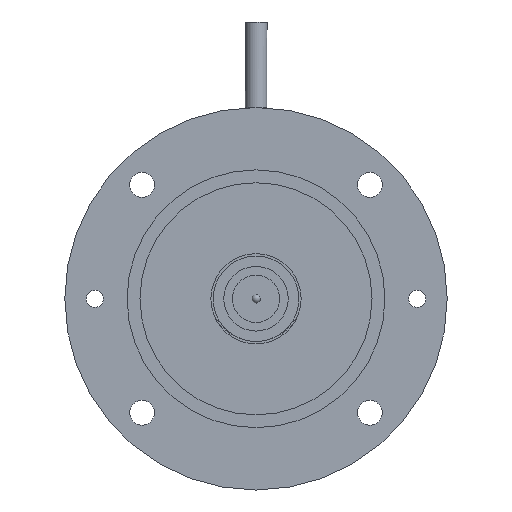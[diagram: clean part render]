
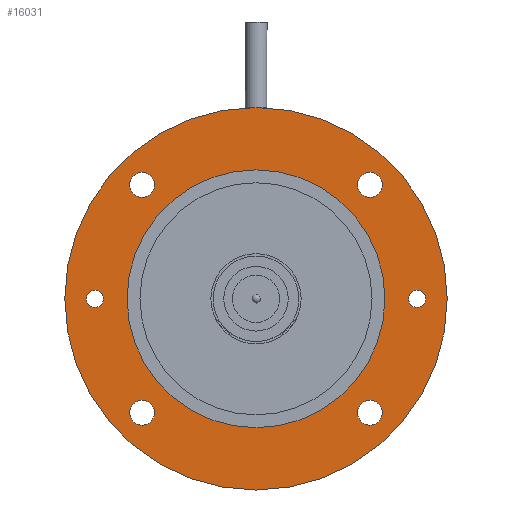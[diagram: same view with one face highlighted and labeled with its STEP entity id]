
A CAD part, left-side view. The second image highlights one B-rep face of the part: STEP entity #16031.
In plain terms, the highlighted planar face has unit normal (-1, 0, 0).
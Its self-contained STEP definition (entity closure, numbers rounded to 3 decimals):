
#7890=PLANE('',#15374);
#8057=ORIENTED_EDGE('',*,*,#10254,.F.);
#8058=ORIENTED_EDGE('',*,*,#10232,.T.);
#8059=ORIENTED_EDGE('',*,*,#10242,.F.);
#8060=ORIENTED_EDGE('',*,*,#10244,.T.);
#8061=ORIENTED_EDGE('',*,*,#10246,.T.);
#8062=ORIENTED_EDGE('',*,*,#10248,.T.);
#8063=ORIENTED_EDGE('',*,*,#10250,.T.);
#8064=ORIENTED_EDGE('',*,*,#10252,.F.);
#9442=CIRCLE('',#15335,44.5);
#9452=CIRCLE('',#15354,30.);
#9454=CIRCLE('',#15357,2.9);
#9456=CIRCLE('',#15360,2.9);
#9458=CIRCLE('',#15363,2.9);
#9460=CIRCLE('',#15366,2.9);
#9462=CIRCLE('',#15369,2.01);
#9464=CIRCLE('',#15372,2.01);
#9741=VERTEX_POINT('',#13157);
#9751=VERTEX_POINT('',#13186);
#9753=VERTEX_POINT('',#13191);
#9755=VERTEX_POINT('',#13196);
#9757=VERTEX_POINT('',#13201);
#9759=VERTEX_POINT('',#13206);
#9761=VERTEX_POINT('',#13211);
#9763=VERTEX_POINT('',#13216);
#10232=EDGE_CURVE('',#9741,#9741,#9442,.T.);
#10242=EDGE_CURVE('',#9751,#9751,#9452,.T.);
#10244=EDGE_CURVE('',#9753,#9753,#9454,.T.);
#10246=EDGE_CURVE('',#9755,#9755,#9456,.T.);
#10248=EDGE_CURVE('',#9757,#9757,#9458,.T.);
#10250=EDGE_CURVE('',#9759,#9759,#9460,.T.);
#10252=EDGE_CURVE('',#9761,#9761,#9462,.T.);
#10254=EDGE_CURVE('',#9763,#9763,#9464,.T.);
#10992=EDGE_LOOP('',(#8057));
#10993=EDGE_LOOP('',(#8058));
#10994=EDGE_LOOP('',(#8059));
#10995=EDGE_LOOP('',(#8060));
#10996=EDGE_LOOP('',(#8061));
#10997=EDGE_LOOP('',(#8062));
#10998=EDGE_LOOP('',(#8063));
#10999=EDGE_LOOP('',(#8064));
#11388=FACE_BOUND('',#10992,.T.);
#11389=FACE_BOUND('',#10993,.T.);
#11390=FACE_BOUND('',#10994,.T.);
#11391=FACE_BOUND('',#10995,.T.);
#11392=FACE_BOUND('',#10996,.T.);
#11393=FACE_BOUND('',#10997,.T.);
#11394=FACE_BOUND('',#10998,.T.);
#11395=FACE_BOUND('',#10999,.T.);
#11760=DIRECTION('',(-1.,0.,0.));
#11761=DIRECTION('',(0.,44.5,0.));
#11798=DIRECTION('',(-1.,0.,0.));
#11799=DIRECTION('',(0.,0.,30.));
#11804=DIRECTION('',(1.,0.,0.));
#11805=DIRECTION('',(0.,0.,2.9));
#11810=DIRECTION('',(1.,0.,0.));
#11811=DIRECTION('',(0.,-2.9,0.));
#11816=DIRECTION('',(1.,0.,0.));
#11817=DIRECTION('',(0.,0.,-2.9));
#11822=DIRECTION('',(1.,0.,0.));
#11823=DIRECTION('',(0.,2.9,0.));
#11828=DIRECTION('',(-1.,0.,0.));
#11829=DIRECTION('',(0.,0.,-2.01));
#11834=DIRECTION('',(-1.,0.,0.));
#11835=DIRECTION('',(0.,0.,2.01));
#11838=DIRECTION('',(-1.,0.,0.));
#11839=DIRECTION('',(0.,1.,0.));
#13157=CARTESIAN_POINT('',(0.,44.5,0.));
#13158=CARTESIAN_POINT('',(0.,0.,0.));
#13186=CARTESIAN_POINT('',(0.,0.,30.));
#13187=CARTESIAN_POINT('',(0.,0.,0.));
#13191=CARTESIAN_POINT('',(0.,-26.517,-23.617));
#13192=CARTESIAN_POINT('',(0.,-26.517,-26.517));
#13196=CARTESIAN_POINT('',(0.,23.617,-26.517));
#13197=CARTESIAN_POINT('',(0.,26.517,-26.517));
#13201=CARTESIAN_POINT('',(0.,26.517,23.617));
#13202=CARTESIAN_POINT('',(0.,26.517,26.517));
#13206=CARTESIAN_POINT('',(0.,-23.617,26.517));
#13207=CARTESIAN_POINT('',(0.,-26.517,26.517));
#13211=CARTESIAN_POINT('',(0.,37.5,-2.01));
#13212=CARTESIAN_POINT('',(0.,37.5,0.));
#13216=CARTESIAN_POINT('',(0.,-37.5,2.01));
#13217=CARTESIAN_POINT('',(0.,-37.5,0.));
#13219=CARTESIAN_POINT('',(0.,-35.,0.));
#15335=AXIS2_PLACEMENT_3D('',#13158,#11760,#11761);
#15354=AXIS2_PLACEMENT_3D('',#13187,#11798,#11799);
#15357=AXIS2_PLACEMENT_3D('',#13192,#11804,#11805);
#15360=AXIS2_PLACEMENT_3D('',#13197,#11810,#11811);
#15363=AXIS2_PLACEMENT_3D('',#13202,#11816,#11817);
#15366=AXIS2_PLACEMENT_3D('',#13207,#11822,#11823);
#15369=AXIS2_PLACEMENT_3D('',#13212,#11828,#11829);
#15372=AXIS2_PLACEMENT_3D('',#13217,#11834,#11835);
#15374=AXIS2_PLACEMENT_3D('',#13219,#11838,#11839);
#16031=ADVANCED_FACE('',(#11388,#11389,#11390,#11391,#11392,#11393,#11394,
#11395),#7890,.T.);
